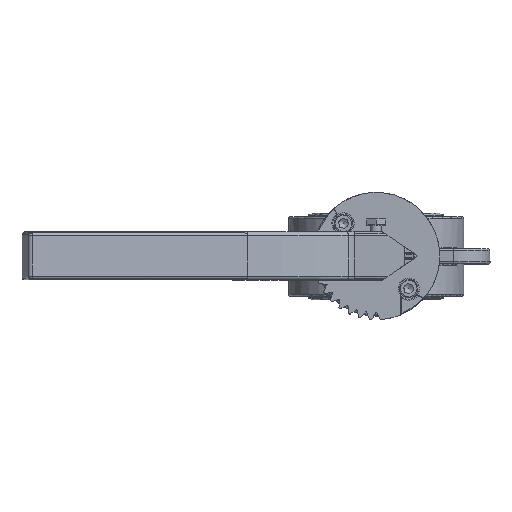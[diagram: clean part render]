
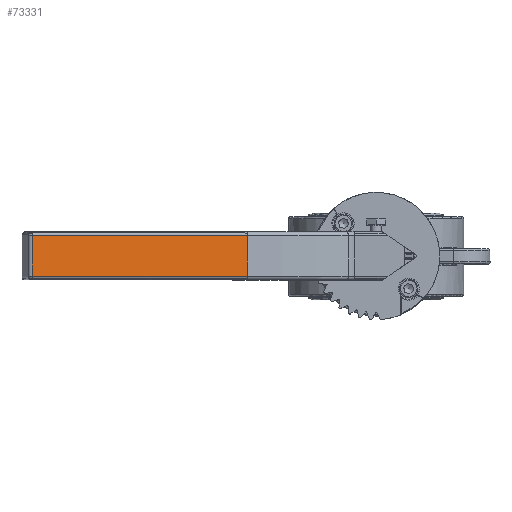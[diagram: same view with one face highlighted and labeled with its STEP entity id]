
A CAD part, top view. The second image highlights one B-rep face of the part: STEP entity #73331.
In plain terms, the highlighted planar face has unit normal (0.15, 0, 0.989).
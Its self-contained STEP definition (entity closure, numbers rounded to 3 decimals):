
#73292=CARTESIAN_POINT('',(-186.195,0.,206.477));
#73293=DIRECTION('',(0.15,0.,0.989));
#73294=DIRECTION('',(0.989,-0.,-0.15));
#73295=AXIS2_PLACEMENT_3D('',#73292,#73293,#73294);
#73296=PLANE('',#73295);
#73297=CARTESIAN_POINT('',(-69.531,-11.,188.768));
#73298=VERTEX_POINT('',#73297);
#73299=CARTESIAN_POINT('',(-186.195,-11.,206.477));
#73300=VERTEX_POINT('',#73299);
#73301=CARTESIAN_POINT('',(-69.531,-11.,188.768));
#73302=DIRECTION('',(-0.989,0.,0.15));
#73303=VECTOR('',#73302,118.);
#73304=LINE('',#73301,#73303);
#73305=EDGE_CURVE('',#73298,#73300,#73304,.T.);
#73306=ORIENTED_EDGE('',*,*,#73305,.F.);
#73307=CARTESIAN_POINT('',(-69.531,11.,188.768));
#73308=VERTEX_POINT('',#73307);
#73309=CARTESIAN_POINT('',(-69.531,-11.,188.768));
#73310=DIRECTION('',(0.,1.,-0.));
#73311=VECTOR('',#73310,22.);
#73312=LINE('',#73309,#73311);
#73313=EDGE_CURVE('',#73298,#73308,#73312,.T.);
#73314=ORIENTED_EDGE('',*,*,#73313,.T.);
#73315=CARTESIAN_POINT('',(-186.195,11.,206.477));
#73316=VERTEX_POINT('',#73315);
#73317=CARTESIAN_POINT('',(-186.195,11.,206.477));
#73318=DIRECTION('',(0.989,-0.,-0.15));
#73319=VECTOR('',#73318,118.);
#73320=LINE('',#73317,#73319);
#73321=EDGE_CURVE('',#73316,#73308,#73320,.T.);
#73322=ORIENTED_EDGE('',*,*,#73321,.F.);
#73323=CARTESIAN_POINT('',(-186.195,-11.,206.477));
#73324=DIRECTION('',(0.,1.,-0.));
#73325=VECTOR('',#73324,22.);
#73326=LINE('',#73323,#73325);
#73327=EDGE_CURVE('',#73300,#73316,#73326,.T.);
#73328=ORIENTED_EDGE('',*,*,#73327,.F.);
#73329=EDGE_LOOP('',(#73306,#73314,#73322,#73328));
#73330=FACE_BOUND('',#73329,.T.);
#73331=ADVANCED_FACE('',(#73330),#73296,.T.);
